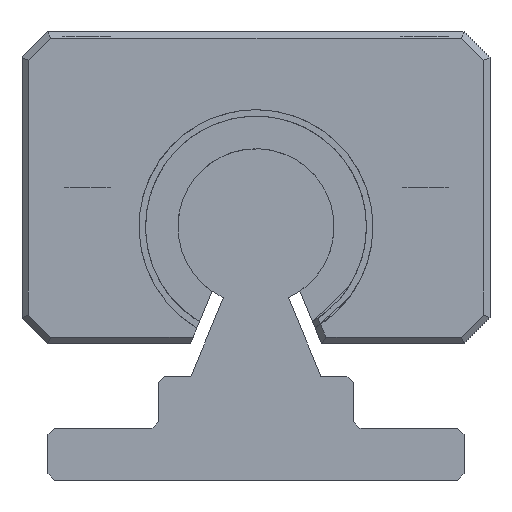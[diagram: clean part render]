
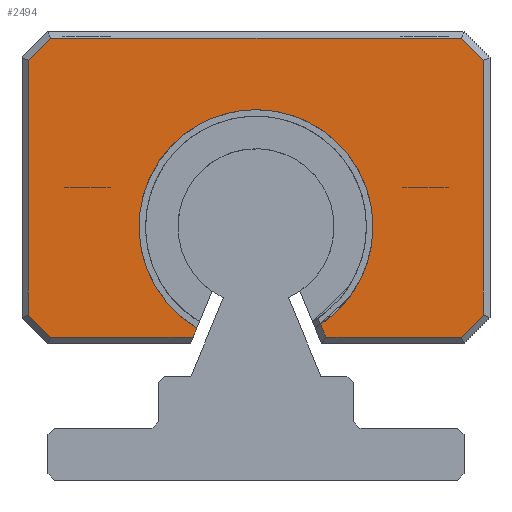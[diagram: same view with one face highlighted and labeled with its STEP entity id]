
A CAD part, front view. The second image highlights one B-rep face of the part: STEP entity #2494.
In plain terms, the highlighted free-form (B-spline) face has degree [1, 1] with [2, 2] control points.
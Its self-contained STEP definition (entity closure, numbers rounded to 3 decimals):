
#2201 = VERTEX_POINT('',#2202);
#2202 = CARTESIAN_POINT('',(-5.591,-307.871,
    14.444));
#2207 = EDGE_CURVE('',#2208,#2201,#2210,.T.);
#2208 = VERTEX_POINT('',#2209);
#2209 = CARTESIAN_POINT('',(-5.962,-307.871,
    13.546));
#2210 = B_SPLINE_CURVE_WITH_KNOTS('',1,(#2211,#2212),.UNSPECIFIED.,.F.,
  .F.,(2,2),(0.541,1.33),.PIECEWISE_BEZIER_KNOTS.);
#2211 = CARTESIAN_POINT('',(-5.962,-307.871,
    13.546));
#2212 = CARTESIAN_POINT('',(-5.591,-307.871,
    14.444));
#2238 = EDGE_CURVE('',#2201,#2239,#2241,.T.);
#2239 = VERTEX_POINT('',#2240);
#2240 = CARTESIAN_POINT('',(6.121,-307.871,
    14.774));
#2241 = ( BOUNDED_CURVE() B_SPLINE_CURVE(2,(#2242,#2243,#2244,#2245,
#2246),.UNSPECIFIED.,.F.,.F.) B_SPLINE_CURVE_WITH_KNOTS((3,2,3),(
    2.1,4.684,7.269),
.PIECEWISE_BEZIER_KNOTS.) CURVE() GEOMETRIC_REPRESENTATION_ITEM() 
RATIONAL_B_SPLINE_CURVE((1.,0.275,1.,0.275,1.)) 
REPRESENTATION_ITEM('') );
#2242 = CARTESIAN_POINT('',(-5.591,-307.871,
    14.444));
#2243 = CARTESIAN_POINT('',(-39.065,-307.871,
    34.001));
#2244 = CARTESIAN_POINT('',(-0.312,-307.871,
    35.093));
#2245 = CARTESIAN_POINT('',(38.441,-307.871,
    36.185));
#2246 = CARTESIAN_POINT('',(6.121,-307.871,
    14.774));
#2494 = ADVANCED_FACE('',(#2495),#2567,.F.);
#2495 = FACE_BOUND('',#2496,.T.);
#2496 = EDGE_LOOP('',(#2497,#2506,#2511,#2512,#2513,#2520,#2527,#2534,
    #2541,#2548,#2555,#2562));
#2497 = ORIENTED_EDGE('',*,*,#2498,.T.);
#2498 = EDGE_CURVE('',#2499,#2501,#2503,.T.);
#2499 = VERTEX_POINT('',#2500);
#2500 = CARTESIAN_POINT('',(-21.551,-307.871,
    15.649));
#2501 = VERTEX_POINT('',#2502);
#2502 = CARTESIAN_POINT('',(-19.449,-307.871,
    13.546));
#2503 = B_SPLINE_CURVE_WITH_KNOTS('',1,(#2504,#2505),.UNSPECIFIED.,.F.,
  .F.,(2,2),(-2.621,-0.207),.PIECEWISE_BEZIER_KNOTS.);
#2504 = CARTESIAN_POINT('',(-21.551,-307.871,
    15.649));
#2505 = CARTESIAN_POINT('',(-19.449,-307.871,
    13.546));
#2506 = ORIENTED_EDGE('',*,*,#2507,.T.);
#2507 = EDGE_CURVE('',#2501,#2208,#2508,.T.);
#2508 = B_SPLINE_CURVE_WITH_KNOTS('',1,(#2509,#2510),.UNSPECIFIED.,.F.,
  .F.,(2,2),(-15.793,-4.842),.PIECEWISE_BEZIER_KNOTS.);
#2509 = CARTESIAN_POINT('',(-19.449,-307.871,
    13.546));
#2510 = CARTESIAN_POINT('',(-5.962,-307.871,
    13.546));
#2511 = ORIENTED_EDGE('',*,*,#2207,.T.);
#2512 = ORIENTED_EDGE('',*,*,#2238,.T.);
#2513 = ORIENTED_EDGE('',*,*,#2514,.T.);
#2514 = EDGE_CURVE('',#2239,#2515,#2517,.T.);
#2515 = VERTEX_POINT('',#2516);
#2516 = CARTESIAN_POINT('',(6.629,-307.871,
    13.546));
#2517 = B_SPLINE_CURVE_WITH_KNOTS('',1,(#2518,#2519),.UNSPECIFIED.,.F.,
  .F.,(2,2),(8.833,9.912),.PIECEWISE_BEZIER_KNOTS.);
#2518 = CARTESIAN_POINT('',(6.121,-307.871,
    14.774));
#2519 = CARTESIAN_POINT('',(6.629,-307.871,
    13.546));
#2520 = ORIENTED_EDGE('',*,*,#2521,.T.);
#2521 = EDGE_CURVE('',#2515,#2522,#2524,.T.);
#2522 = VERTEX_POINT('',#2523);
#2523 = CARTESIAN_POINT('',(19.449,-307.871,
    13.546));
#2524 = B_SPLINE_CURVE_WITH_KNOTS('',1,(#2525,#2526),.UNSPECIFIED.,.F.,
  .F.,(2,2),(5.383,15.793),.PIECEWISE_BEZIER_KNOTS.);
#2525 = CARTESIAN_POINT('',(6.629,-307.871,
    13.546));
#2526 = CARTESIAN_POINT('',(19.449,-307.871,
    13.546));
#2527 = ORIENTED_EDGE('',*,*,#2528,.T.);
#2528 = EDGE_CURVE('',#2522,#2529,#2531,.T.);
#2529 = VERTEX_POINT('',#2530);
#2530 = CARTESIAN_POINT('',(21.551,-307.871,
    15.649));
#2531 = B_SPLINE_CURVE_WITH_KNOTS('',1,(#2532,#2533),.UNSPECIFIED.,.F.,
  .F.,(2,2),(-2.621,-0.207),.PIECEWISE_BEZIER_KNOTS.);
#2532 = CARTESIAN_POINT('',(19.449,-307.871,
    13.546));
#2533 = CARTESIAN_POINT('',(21.551,-307.871,
    15.649));
#2534 = ORIENTED_EDGE('',*,*,#2535,.T.);
#2535 = EDGE_CURVE('',#2529,#2536,#2538,.T.);
#2536 = VERTEX_POINT('',#2537);
#2537 = CARTESIAN_POINT('',(21.551,-307.871,
    39.768));
#2538 = B_SPLINE_CURVE_WITH_KNOTS('',1,(#2539,#2540),.UNSPECIFIED.,.F.,
  .F.,(2,2),(-6.793,12.793),.PIECEWISE_BEZIER_KNOTS.);
#2539 = CARTESIAN_POINT('',(21.551,-307.871,
    15.649));
#2540 = CARTESIAN_POINT('',(21.551,-307.871,
    39.768));
#2541 = ORIENTED_EDGE('',*,*,#2542,.T.);
#2542 = EDGE_CURVE('',#2536,#2543,#2545,.T.);
#2543 = VERTEX_POINT('',#2544);
#2544 = CARTESIAN_POINT('',(19.449,-307.871,
    41.87));
#2545 = B_SPLINE_CURVE_WITH_KNOTS('',1,(#2546,#2547),.UNSPECIFIED.,.F.,
  .F.,(2,2),(-2.621,-0.207),.PIECEWISE_BEZIER_KNOTS.);
#2546 = CARTESIAN_POINT('',(21.551,-307.871,
    39.768));
#2547 = CARTESIAN_POINT('',(19.449,-307.871,
    41.87));
#2548 = ORIENTED_EDGE('',*,*,#2549,.T.);
#2549 = EDGE_CURVE('',#2543,#2550,#2552,.T.);
#2550 = VERTEX_POINT('',#2551);
#2551 = CARTESIAN_POINT('',(-19.449,-307.871,
    41.87));
#2552 = B_SPLINE_CURVE_WITH_KNOTS('',1,(#2553,#2554),.UNSPECIFIED.,.F.,
  .F.,(2,2),(-15.793,15.793),.PIECEWISE_BEZIER_KNOTS.);
#2553 = CARTESIAN_POINT('',(19.449,-307.871,
    41.87));
#2554 = CARTESIAN_POINT('',(-19.449,-307.871,
    41.87));
#2555 = ORIENTED_EDGE('',*,*,#2556,.T.);
#2556 = EDGE_CURVE('',#2550,#2557,#2559,.T.);
#2557 = VERTEX_POINT('',#2558);
#2558 = CARTESIAN_POINT('',(-21.551,-307.871,
    39.768));
#2559 = B_SPLINE_CURVE_WITH_KNOTS('',1,(#2560,#2561),.UNSPECIFIED.,.F.,
  .F.,(2,2),(-2.621,-0.207),.PIECEWISE_BEZIER_KNOTS.);
#2560 = CARTESIAN_POINT('',(-19.449,-307.871,
    41.87));
#2561 = CARTESIAN_POINT('',(-21.551,-307.871,
    39.768));
#2562 = ORIENTED_EDGE('',*,*,#2563,.T.);
#2563 = EDGE_CURVE('',#2557,#2499,#2564,.T.);
#2564 = B_SPLINE_CURVE_WITH_KNOTS('',1,(#2565,#2566),.UNSPECIFIED.,.F.,
  .F.,(2,2),(-12.793,6.793),.PIECEWISE_BEZIER_KNOTS.);
#2565 = CARTESIAN_POINT('',(-21.551,-307.871,
    39.768));
#2566 = CARTESIAN_POINT('',(-21.551,-307.871,
    15.649));
#2567 = B_SPLINE_SURFACE_WITH_KNOTS('',1,1,(
    (#2568,#2569)
    ,(#2570,#2571
    )),.UNSPECIFIED.,.F.,.F.,.F.,(2,2),(2,2),(-8.5,14.5),(-17.5,17.5),
  .PIECEWISE_BEZIER_KNOTS.);
#2568 = CARTESIAN_POINT('',(-21.551,-307.871,
    13.546));
#2569 = CARTESIAN_POINT('',(21.551,-307.871,
    13.546));
#2570 = CARTESIAN_POINT('',(-21.551,-307.871,
    41.87));
#2571 = CARTESIAN_POINT('',(21.551,-307.871,
    41.87));
